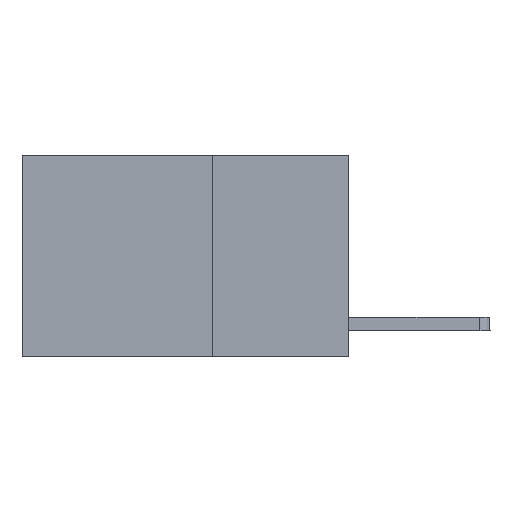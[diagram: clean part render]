
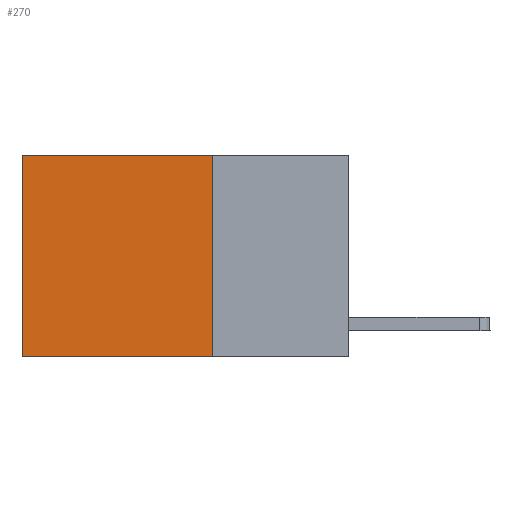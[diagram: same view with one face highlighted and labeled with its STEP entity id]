
A CAD part, left-side view. The second image highlights one B-rep face of the part: STEP entity #270.
In plain terms, the highlighted planar face has unit normal (-1, 0, 0).
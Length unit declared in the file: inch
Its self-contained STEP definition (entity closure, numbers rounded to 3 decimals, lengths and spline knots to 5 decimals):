
#74 = VERTEX_POINT ( 'NONE', #6488 ) ;
#270 = ADVANCED_FACE ( 'NONE', ( #7906 ), #8887, .F. ) ;
#337 = CARTESIAN_POINT ( 'NONE',  ( 0.2625, 0.25, -0.37 ) ) ;
#920 = DIRECTION ( 'NONE',  ( 0., 0., -1. ) ) ;
#1838 = EDGE_CURVE ( 'NONE', #4871, #8735, #6022, .T. ) ;
#2240 = VERTEX_POINT ( 'NONE', #5845 ) ;
#2749 = DIRECTION ( 'NONE',  ( 1., 0., 0. ) ) ;
#3183 = CARTESIAN_POINT ( 'NONE',  ( 0.2625, 0.25, 0. ) ) ;
#3196 = ORIENTED_EDGE ( 'NONE', *, *, #5603, .F. ) ;
#3268 = EDGE_CURVE ( 'NONE', #2240, #4871, #3666, .T. ) ;
#3296 = LINE ( 'NONE', #3183, #7553 ) ;
#3666 = LINE ( 'NONE', #6146, #6135 ) ;
#3793 = ORIENTED_EDGE ( 'NONE', *, *, #3268, .T. ) ;
#3897 = ORIENTED_EDGE ( 'NONE', *, *, #6698, .F. ) ;
#4208 = CARTESIAN_POINT ( 'NONE',  ( 0.2625, 0.6, 0. ) ) ;
#4437 = CARTESIAN_POINT ( 'NONE',  ( 0.2625, 0.6, -0.37 ) ) ;
#4512 = DIRECTION ( 'NONE',  ( 0., 1., 0. ) ) ;
#4871 = VERTEX_POINT ( 'NONE', #10504 ) ;
#5560 = VECTOR ( 'NONE', #920, 39.37008 ) ;
#5603 = EDGE_CURVE ( 'NONE', #2240, #74, #3296, .T. ) ;
#5845 = CARTESIAN_POINT ( 'NONE',  ( 0.2625, 0.25, 0. ) ) ;
#6022 = LINE ( 'NONE', #4208, #5560 ) ;
#6135 = VECTOR ( 'NONE', #7857, 39.37008 ) ;
#6143 = VECTOR ( 'NONE', #4512, 39.37008 ) ;
#6146 = CARTESIAN_POINT ( 'NONE',  ( 0.2625, 0.25, 0. ) ) ;
#6488 = CARTESIAN_POINT ( 'NONE',  ( 0.2625, 0.25, -0.37 ) ) ;
#6567 = EDGE_LOOP ( 'NONE', ( #8929, #3897, #3196, #3793 ) ) ;
#6630 = DIRECTION ( 'NONE',  ( 0., 0., -1. ) ) ;
#6698 = EDGE_CURVE ( 'NONE', #74, #8735, #9680, .T. ) ;
#7553 = VECTOR ( 'NONE', #6630, 39.37008 ) ;
#7857 = DIRECTION ( 'NONE',  ( 0., 1., 0. ) ) ;
#7906 = FACE_OUTER_BOUND ( 'NONE', #6567, .T. ) ;
#8735 = VERTEX_POINT ( 'NONE', #4437 ) ;
#8887 = PLANE ( 'NONE',  #9727 ) ;
#8929 = ORIENTED_EDGE ( 'NONE', *, *, #1838, .T. ) ;
#9680 = LINE ( 'NONE', #337, #6143 ) ;
#9722 = DIRECTION ( 'NONE',  ( 0., 0., -1. ) ) ;
#9727 = AXIS2_PLACEMENT_3D ( 'NONE', #9837, #2749, #9722 ) ;
#9837 = CARTESIAN_POINT ( 'NONE',  ( 0.2625, 0.25, 0. ) ) ;
#10504 = CARTESIAN_POINT ( 'NONE',  ( 0.2625, 0.6, 0. ) ) ;
